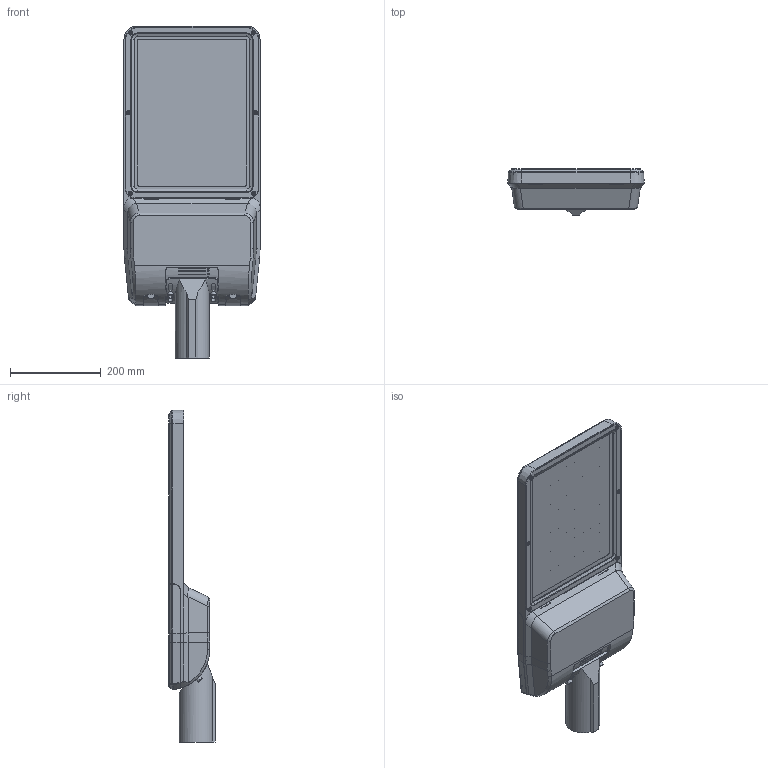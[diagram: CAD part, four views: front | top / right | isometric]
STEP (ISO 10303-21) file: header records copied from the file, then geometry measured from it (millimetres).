
FILE_DESCRIPTION (( 'STEP AP214' ), '1' );
FILE_NAME ('SL_FLEX_L.STEP', '2022-07-22T08:56:05', ( '' ), ( '' ), 'SwSTEP 2.0', 'SolidWorks 2020', '' );
FILE_SCHEMA (( 'AUTOMOTIVE_DESIGN' ));
Length unit declared in the file: millimetre
Products named in the file (1): SL_FLEX_L
Bounding box: 300 x 101.44 x 732 mm (x, y, z)
Volume: 6221004 mm3; surface area: 1451653.9 mm2
Topology: 70 solids, 70 shells, 3298 faces, 8093 edges, 5274 vertices
Faces by surface type: plane 1979, cylinder 680, bspline 319, torus 180, cone 128, sphere 12
Full cylindrical faces by diameter (mm): 68.4 x1
Entity records: 145015 total; most frequent: CARTESIAN_POINT 30866, ORIENTED_EDGE 16184, DIRECTION 15479, EDGE_CURVE 8092, AXIS2_PLACEMENT_3D 5311, VERTEX_POINT 5274, VECTOR 4857, LINE 4857
